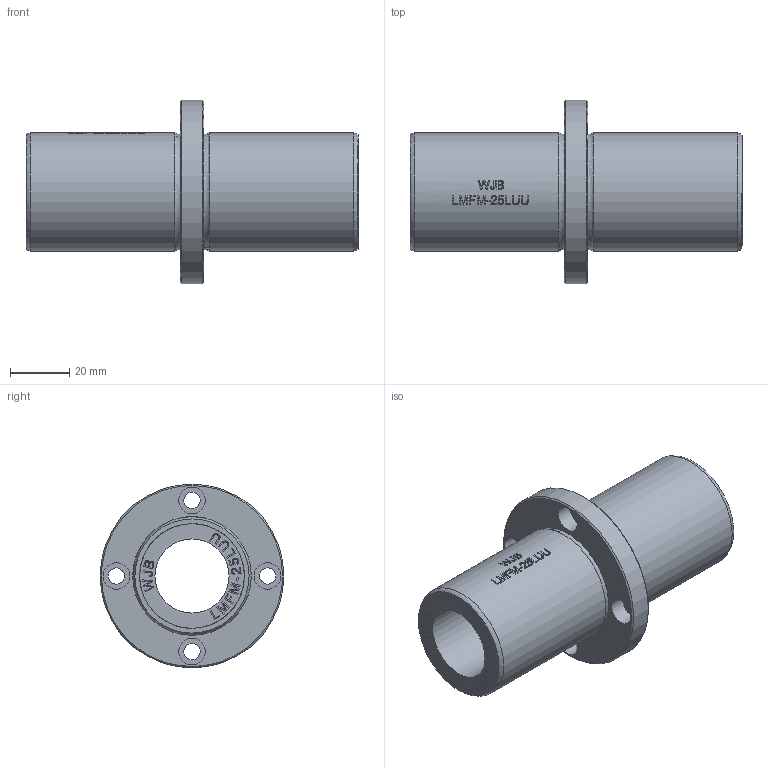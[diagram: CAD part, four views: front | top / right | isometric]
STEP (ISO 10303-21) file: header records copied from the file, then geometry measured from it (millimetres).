
FILE_DESCRIPTION(/* description */ (''),/* implementation_level */ '2;1');
FILE_NAME(/* name */ 'WJB-LMFM-25LUU.stp',/* time_stamp */ '2018-09-23T09:01:18+08:00',/* author */ (''),/* organization */ (''),/* preprocessor_version */ 'ST-DEVELOPER v11',/* originating_system */ 'SIEMENS UGS NX 6.0',/* authorisation */ '');
FILE_SCHEMA (('CONFIG_CONTROL_DESIGN'));
Length unit declared in the file: millimetre
Products named in the file (1): WJB-LMFM-25LUU
Bounding box: 112 x 62 x 62 mm (x, y, z)
Volume: 97799.5 mm3; surface area: 29016.3 mm2
Topology: 1 solids, 1 shells, 399 faces, 1060 edges, 716 vertices
Faces by surface type: plane 274, extrusion 90, cylinder 29, torus 4, cone 2
Full cylindrical faces by diameter (mm): 5.5 x4, 9 x4, 25 x1, 35.3 x2, 40 x2, 62 x1
Entity records: 15676 total; most frequent: CARTESIAN_POINT 6348, ORIENTED_EDGE 2080, DIRECTION 1458, EDGE_CURVE 1040, VERTEX_POINT 716, VECTOR 646, LINE 556, EDGE_LOOP 482
